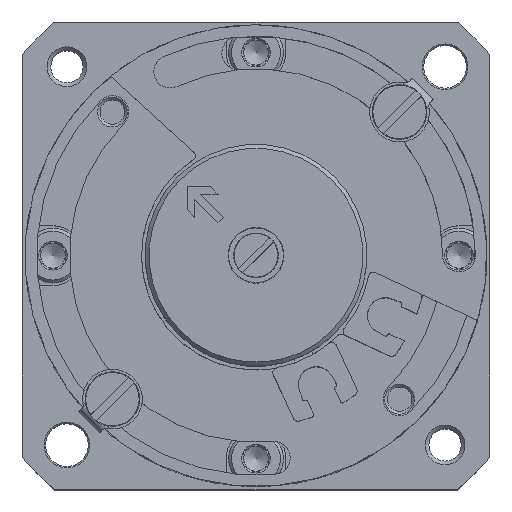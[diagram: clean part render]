
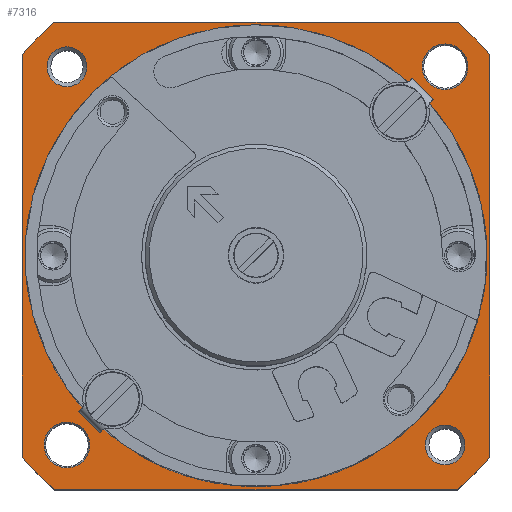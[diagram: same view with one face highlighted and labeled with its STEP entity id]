
A CAD part, top view. The second image highlights one B-rep face of the part: STEP entity #7316.
In plain terms, the highlighted face is planar.
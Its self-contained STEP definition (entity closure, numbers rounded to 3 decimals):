
#116=PLANE('',#7985);
#356=LINE('',#11603,#841);
#360=LINE('',#11619,#845);
#364=LINE('',#11635,#849);
#368=LINE('',#11651,#853);
#841=VECTOR('',#9049,1000.);
#845=VECTOR('',#9065,1000.);
#849=VECTOR('',#9081,1000.);
#853=VECTOR('',#9097,1000.);
#1432=CIRCLE('',#7916,23.2);
#1457=CIRCLE('',#7966,31.);
#1461=CIRCLE('',#7972,31.);
#1465=CIRCLE('',#7978,31.);
#1469=CIRCLE('',#7984,31.);
#1470=CIRCLE('',#7986,2.);
#1471=CIRCLE('',#7987,2.3);
#1472=CIRCLE('',#7988,2.3);
#1473=CIRCLE('',#7989,2.);
#2009=ORIENTED_EDGE('',*,*,#3957,.F.);
#2010=ORIENTED_EDGE('',*,*,#4045,.T.);
#2011=ORIENTED_EDGE('',*,*,#4046,.F.);
#2012=ORIENTED_EDGE('',*,*,#4047,.T.);
#2013=ORIENTED_EDGE('',*,*,#4048,.T.);
#2014=ORIENTED_EDGE('',*,*,#4017,.F.);
#2015=ORIENTED_EDGE('',*,*,#4044,.F.);
#2016=ORIENTED_EDGE('',*,*,#4041,.F.);
#2017=ORIENTED_EDGE('',*,*,#4036,.F.);
#2018=ORIENTED_EDGE('',*,*,#4033,.F.);
#2019=ORIENTED_EDGE('',*,*,#4028,.F.);
#2020=ORIENTED_EDGE('',*,*,#4025,.F.);
#2021=ORIENTED_EDGE('',*,*,#4020,.F.);
#3957=EDGE_CURVE('',#4957,#4957,#1432,.F.);
#4017=EDGE_CURVE('',#5005,#5006,#356,.T.);
#4020=EDGE_CURVE('',#5006,#5008,#1457,.T.);
#4025=EDGE_CURVE('',#5008,#5012,#360,.T.);
#4028=EDGE_CURVE('',#5012,#5014,#1461,.T.);
#4033=EDGE_CURVE('',#5014,#5018,#364,.T.);
#4036=EDGE_CURVE('',#5018,#5020,#1465,.T.);
#4041=EDGE_CURVE('',#5020,#5024,#368,.T.);
#4044=EDGE_CURVE('',#5024,#5005,#1469,.T.);
#4045=EDGE_CURVE('',#5025,#5025,#1470,.T.);
#4046=EDGE_CURVE('',#5026,#5026,#1471,.T.);
#4047=EDGE_CURVE('',#5027,#5027,#1472,.T.);
#4048=EDGE_CURVE('',#5028,#5028,#1473,.T.);
#4957=VERTEX_POINT('',#11467);
#5005=VERTEX_POINT('',#11602);
#5006=VERTEX_POINT('',#11604);
#5008=VERTEX_POINT('',#11610);
#5012=VERTEX_POINT('',#11620);
#5014=VERTEX_POINT('',#11626);
#5018=VERTEX_POINT('',#11636);
#5020=VERTEX_POINT('',#11642);
#5024=VERTEX_POINT('',#11652);
#5025=VERTEX_POINT('',#11659);
#5026=VERTEX_POINT('',#11661);
#5027=VERTEX_POINT('',#11663);
#5028=VERTEX_POINT('',#11665);
#5780=EDGE_LOOP('',(#2009));
#5781=EDGE_LOOP('',(#2010));
#5782=EDGE_LOOP('',(#2011));
#5783=EDGE_LOOP('',(#2012));
#5784=EDGE_LOOP('',(#2013));
#5785=EDGE_LOOP('',(#2014,#2015,#2016,#2017,#2018,#2019,#2020,#2021));
#6482=FACE_BOUND('',#5780,.T.);
#6483=FACE_BOUND('',#5781,.T.);
#6484=FACE_BOUND('',#5782,.T.);
#6485=FACE_BOUND('',#5783,.T.);
#6486=FACE_BOUND('',#5784,.T.);
#6487=FACE_BOUND('',#5785,.T.);
#7316=ADVANCED_FACE('',(#6482,#6483,#6484,#6485,#6486,#6487),#116,.F.);
#7916=AXIS2_PLACEMENT_3D('',#11466,#8935,#8936);
#7966=AXIS2_PLACEMENT_3D('',#11609,#9055,#9056);
#7972=AXIS2_PLACEMENT_3D('',#11625,#9071,#9072);
#7978=AXIS2_PLACEMENT_3D('',#11641,#9087,#9088);
#7984=AXIS2_PLACEMENT_3D('',#11656,#9103,#9104);
#7985=AXIS2_PLACEMENT_3D('',#11657,#9105,#9106);
#7986=AXIS2_PLACEMENT_3D('',#11658,#9107,#9108);
#7987=AXIS2_PLACEMENT_3D('',#11660,#9109,#9110);
#7988=AXIS2_PLACEMENT_3D('',#11662,#9111,#9112);
#7989=AXIS2_PLACEMENT_3D('',#11664,#9113,#9114);
#8935=DIRECTION('',(1.,0.,0.));
#8936=DIRECTION('',(0.,0.,-1.));
#9049=DIRECTION('',(0.,-1.,0.));
#9055=DIRECTION('',(1.,0.,0.));
#9056=DIRECTION('',(0.,0.,-1.));
#9065=DIRECTION('',(0.,0.,-1.));
#9071=DIRECTION('',(1.,0.,0.));
#9072=DIRECTION('',(0.,0.,-1.));
#9081=DIRECTION('',(0.,1.,0.));
#9087=DIRECTION('',(1.,0.,0.));
#9088=DIRECTION('',(0.,0.,-1.));
#9097=DIRECTION('',(0.,0.,1.));
#9103=DIRECTION('',(1.,0.,0.));
#9104=DIRECTION('',(0.,0.,-1.));
#9105=DIRECTION('',(1.,0.,0.));
#9106=DIRECTION('',(0.,0.,-1.));
#9107=DIRECTION('',(1.,0.,0.));
#9108=DIRECTION('',(0.,0.,-1.));
#9109=DIRECTION('',(-1.,0.,0.));
#9110=DIRECTION('',(0.,0.,1.));
#9111=DIRECTION('',(1.,0.,0.));
#9112=DIRECTION('',(0.,0.,-1.));
#9113=DIRECTION('',(1.,0.,0.));
#9114=DIRECTION('',(0.,0.,-1.));
#11466=CARTESIAN_POINT('',(-14.3,0.,0.));
#11467=CARTESIAN_POINT('',(-14.3,0.,-23.2));
#11602=CARTESIAN_POINT('',(-14.3,20.218,23.5));
#11603=CARTESIAN_POINT('',(-14.3,20.218,23.5));
#11604=CARTESIAN_POINT('',(-14.3,-20.218,23.5));
#11609=CARTESIAN_POINT('',(-14.3,0.,0.));
#11610=CARTESIAN_POINT('',(-14.3,-23.5,20.218));
#11619=CARTESIAN_POINT('',(-14.3,-23.5,20.218));
#11620=CARTESIAN_POINT('',(-14.3,-23.5,-20.218));
#11625=CARTESIAN_POINT('',(-14.3,0.,0.));
#11626=CARTESIAN_POINT('',(-14.3,-20.218,-23.5));
#11635=CARTESIAN_POINT('',(-14.3,-20.218,-23.5));
#11636=CARTESIAN_POINT('',(-14.3,20.218,-23.5));
#11641=CARTESIAN_POINT('',(-14.3,0.,0.));
#11642=CARTESIAN_POINT('',(-14.3,23.5,-20.218));
#11651=CARTESIAN_POINT('',(-14.3,23.5,-20.218));
#11652=CARTESIAN_POINT('',(-14.3,23.5,20.218));
#11656=CARTESIAN_POINT('',(-14.3,0.,0.));
#11657=CARTESIAN_POINT('',(-14.3,0.,0.));
#11658=CARTESIAN_POINT('',(-14.3,19.,-19.));
#11659=CARTESIAN_POINT('',(-14.3,19.,-21.));
#11660=CARTESIAN_POINT('',(-14.3,-19.,-19.));
#11661=CARTESIAN_POINT('',(-14.3,-19.,-16.7));
#11662=CARTESIAN_POINT('',(-14.3,19.,19.));
#11663=CARTESIAN_POINT('',(-14.3,19.,16.7));
#11664=CARTESIAN_POINT('',(-14.3,-19.,19.));
#11665=CARTESIAN_POINT('',(-14.3,-19.,17.));
